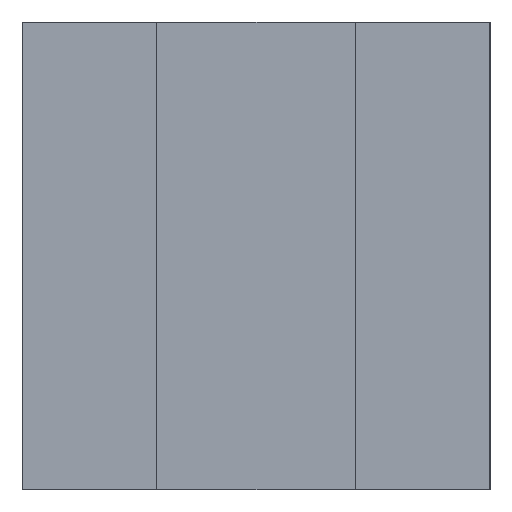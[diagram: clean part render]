
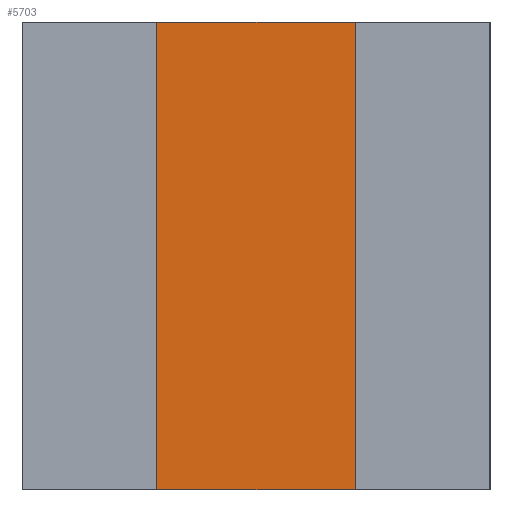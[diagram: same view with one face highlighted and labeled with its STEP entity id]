
A CAD part, left-side view. The second image highlights one B-rep face of the part: STEP entity #5703.
In plain terms, the highlighted planar face has unit normal (-1, 0, 0).
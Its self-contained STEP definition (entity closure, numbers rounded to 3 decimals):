
#611=FACE_OUTER_BOUND('',#923,.T.);
#923=EDGE_LOOP('',(#3797,#3798,#3799,#3800));
#1265=LINE('',#7143,#1783);
#1270=LINE('',#7153,#1788);
#1271=LINE('',#7155,#1789);
#1272=LINE('',#7156,#1790);
#1783=VECTOR('',#6229,10.);
#1788=VECTOR('',#6236,10.);
#1789=VECTOR('',#6239,10.);
#1790=VECTOR('',#6240,10.);
#2301=VERTEX_POINT('',#7140);
#2302=VERTEX_POINT('',#7142);
#2304=VERTEX_POINT('',#7147);
#2306=VERTEX_POINT('',#7151);
#2897=EDGE_CURVE('',#2302,#2301,#1265,.T.);
#2902=EDGE_CURVE('',#2306,#2304,#1270,.T.);
#2903=EDGE_CURVE('',#2304,#2301,#1271,.T.);
#2904=EDGE_CURVE('',#2302,#2306,#1272,.T.);
#3797=ORIENTED_EDGE('',*,*,#2903,.F.);
#3798=ORIENTED_EDGE('',*,*,#2902,.F.);
#3799=ORIENTED_EDGE('',*,*,#2904,.F.);
#3800=ORIENTED_EDGE('',*,*,#2897,.T.);
#5579=PLANE('',#6029);
#5703=ADVANCED_FACE('',(#611),#5579,.F.);
#6029=AXIS2_PLACEMENT_3D('',#7154,#6237,#6238);
#6229=DIRECTION('',(0.,0.,-1.));
#6236=DIRECTION('',(0.,0.,-1.));
#6237=DIRECTION('center_axis',(1.,0.,0.));
#6238=DIRECTION('ref_axis',(0.,-1.,0.));
#6239=DIRECTION('',(0.,1.,0.));
#6240=DIRECTION('',(0.,-1.,0.));
#7140=CARTESIAN_POINT('',(4.5,14.25,0.));
#7142=CARTESIAN_POINT('',(4.5,14.25,20.));
#7143=CARTESIAN_POINT('',(4.5,14.25,20.));
#7147=CARTESIAN_POINT('',(4.5,5.75,0.));
#7151=CARTESIAN_POINT('',(4.5,5.75,20.));
#7153=CARTESIAN_POINT('',(4.5,5.75,20.));
#7154=CARTESIAN_POINT('Origin',(4.5,14.25,20.));
#7155=CARTESIAN_POINT('',(4.5,12.125,0.));
#7156=CARTESIAN_POINT('',(4.5,12.125,20.));
